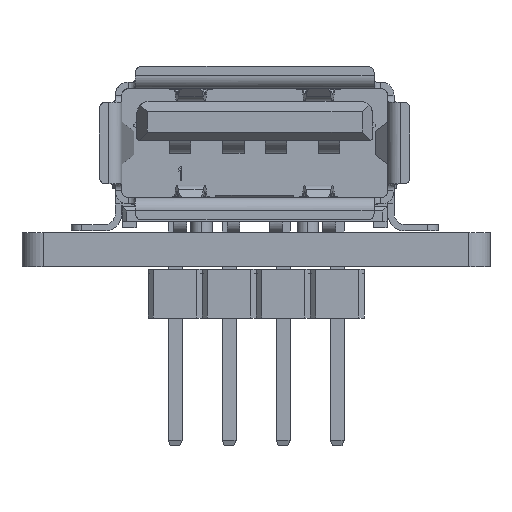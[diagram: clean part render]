
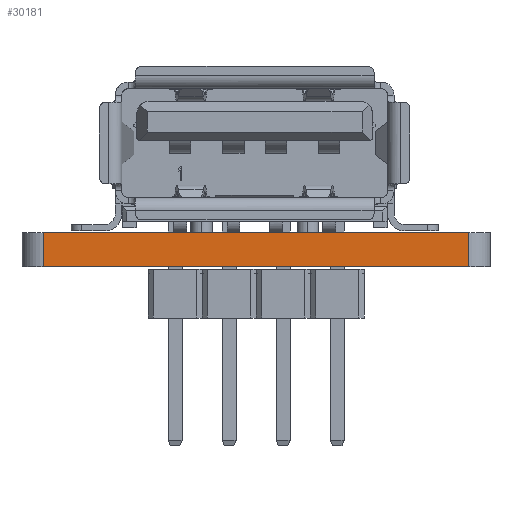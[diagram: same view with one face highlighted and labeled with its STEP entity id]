
A CAD part, left-side view. The second image highlights one B-rep face of the part: STEP entity #30181.
In plain terms, the highlighted planar face has unit normal (-1, 0, 0).
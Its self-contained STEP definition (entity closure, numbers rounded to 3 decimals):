
#30063 = EDGE_CURVE('',#30064,#30066,#30068,.T.);
#30064 = VERTEX_POINT('',#30065);
#30065 = CARTESIAN_POINT('',(0.,1.,0.));
#30066 = VERTEX_POINT('',#30067);
#30067 = CARTESIAN_POINT('',(0.,1.,1.6));
#30068 = SURFACE_CURVE('',#30069,(#30073,#30085),.PCURVE_S1.);
#30069 = LINE('',#30070,#30071);
#30070 = CARTESIAN_POINT('',(0.,1.,0.));
#30071 = VECTOR('',#30072,1.);
#30072 = DIRECTION('',(0.,0.,1.));
#30073 = PCURVE('',#30074,#30079);
#30074 = CYLINDRICAL_SURFACE('',#30075,1.);
#30075 = AXIS2_PLACEMENT_3D('',#30076,#30077,#30078);
#30076 = CARTESIAN_POINT('',(1.,1.,0.));
#30077 = DIRECTION('',(-0.,-0.,-1.));
#30078 = DIRECTION('',(1.,0.,-0.));
#30079 = DEFINITIONAL_REPRESENTATION('',(#30080),#30084);
#30080 = LINE('',#30081,#30082);
#30081 = CARTESIAN_POINT('',(-3.142,0.));
#30082 = VECTOR('',#30083,1.);
#30083 = DIRECTION('',(-0.,-1.));
#30084 = ( GEOMETRIC_REPRESENTATION_CONTEXT(2) 
PARAMETRIC_REPRESENTATION_CONTEXT() REPRESENTATION_CONTEXT('2D SPACE',''
  ) );
#30085 = PCURVE('',#30086,#30091);
#30086 = PLANE('',#30087);
#30087 = AXIS2_PLACEMENT_3D('',#30088,#30089,#30090);
#30088 = CARTESIAN_POINT('',(0.,1.,0.));
#30089 = DIRECTION('',(-1.,0.,0.));
#30090 = DIRECTION('',(0.,1.,0.));
#30091 = DEFINITIONAL_REPRESENTATION('',(#30092),#30096);
#30092 = LINE('',#30093,#30094);
#30093 = CARTESIAN_POINT('',(0.,0.));
#30094 = VECTOR('',#30095,1.);
#30095 = DIRECTION('',(0.,-1.));
#30096 = ( GEOMETRIC_REPRESENTATION_CONTEXT(2) 
PARAMETRIC_REPRESENTATION_CONTEXT() REPRESENTATION_CONTEXT('2D SPACE',''
  ) );
#30115 = PLANE('',#30116);
#30116 = AXIS2_PLACEMENT_3D('',#30117,#30118,#30119);
#30117 = CARTESIAN_POINT('',(11.,11.,1.6));
#30118 = DIRECTION('',(0.,0.,1.));
#30119 = DIRECTION('',(1.,0.,-0.));
#30170 = PLANE('',#30171);
#30171 = AXIS2_PLACEMENT_3D('',#30172,#30173,#30174);
#30172 = CARTESIAN_POINT('',(11.,11.,0.));
#30173 = DIRECTION('',(0.,0.,1.));
#30174 = DIRECTION('',(1.,0.,-0.));
#30181 = ADVANCED_FACE('',(#30182),#30086,.T.);
#30182 = FACE_BOUND('',#30183,.T.);
#30183 = EDGE_LOOP('',(#30184,#30185,#30208,#30236));
#30184 = ORIENTED_EDGE('',*,*,#30063,.T.);
#30185 = ORIENTED_EDGE('',*,*,#30186,.T.);
#30186 = EDGE_CURVE('',#30066,#30187,#30189,.T.);
#30187 = VERTEX_POINT('',#30188);
#30188 = CARTESIAN_POINT('',(0.,21.,1.6));
#30189 = SURFACE_CURVE('',#30190,(#30194,#30201),.PCURVE_S1.);
#30190 = LINE('',#30191,#30192);
#30191 = CARTESIAN_POINT('',(0.,1.,1.6));
#30192 = VECTOR('',#30193,1.);
#30193 = DIRECTION('',(0.,1.,0.));
#30194 = PCURVE('',#30086,#30195);
#30195 = DEFINITIONAL_REPRESENTATION('',(#30196),#30200);
#30196 = LINE('',#30197,#30198);
#30197 = CARTESIAN_POINT('',(0.,-1.6));
#30198 = VECTOR('',#30199,1.);
#30199 = DIRECTION('',(1.,0.));
#30200 = ( GEOMETRIC_REPRESENTATION_CONTEXT(2) 
PARAMETRIC_REPRESENTATION_CONTEXT() REPRESENTATION_CONTEXT('2D SPACE',''
  ) );
#30201 = PCURVE('',#30115,#30202);
#30202 = DEFINITIONAL_REPRESENTATION('',(#30203),#30207);
#30203 = LINE('',#30204,#30205);
#30204 = CARTESIAN_POINT('',(-11.,-10.));
#30205 = VECTOR('',#30206,1.);
#30206 = DIRECTION('',(0.,1.));
#30207 = ( GEOMETRIC_REPRESENTATION_CONTEXT(2) 
PARAMETRIC_REPRESENTATION_CONTEXT() REPRESENTATION_CONTEXT('2D SPACE',''
  ) );
#30208 = ORIENTED_EDGE('',*,*,#30209,.F.);
#30209 = EDGE_CURVE('',#30210,#30187,#30212,.T.);
#30210 = VERTEX_POINT('',#30211);
#30211 = CARTESIAN_POINT('',(0.,21.,0.));
#30212 = SURFACE_CURVE('',#30213,(#30217,#30224),.PCURVE_S1.);
#30213 = LINE('',#30214,#30215);
#30214 = CARTESIAN_POINT('',(0.,21.,0.));
#30215 = VECTOR('',#30216,1.);
#30216 = DIRECTION('',(0.,0.,1.));
#30217 = PCURVE('',#30086,#30218);
#30218 = DEFINITIONAL_REPRESENTATION('',(#30219),#30223);
#30219 = LINE('',#30220,#30221);
#30220 = CARTESIAN_POINT('',(20.,0.));
#30221 = VECTOR('',#30222,1.);
#30222 = DIRECTION('',(0.,-1.));
#30223 = ( GEOMETRIC_REPRESENTATION_CONTEXT(2) 
PARAMETRIC_REPRESENTATION_CONTEXT() REPRESENTATION_CONTEXT('2D SPACE',''
  ) );
#30224 = PCURVE('',#30225,#30230);
#30225 = CYLINDRICAL_SURFACE('',#30226,1.);
#30226 = AXIS2_PLACEMENT_3D('',#30227,#30228,#30229);
#30227 = CARTESIAN_POINT('',(1.,21.,0.));
#30228 = DIRECTION('',(-0.,-0.,-1.));
#30229 = DIRECTION('',(1.,0.,-0.));
#30230 = DEFINITIONAL_REPRESENTATION('',(#30231),#30235);
#30231 = LINE('',#30232,#30233);
#30232 = CARTESIAN_POINT('',(-3.142,0.));
#30233 = VECTOR('',#30234,1.);
#30234 = DIRECTION('',(-0.,-1.));
#30235 = ( GEOMETRIC_REPRESENTATION_CONTEXT(2) 
PARAMETRIC_REPRESENTATION_CONTEXT() REPRESENTATION_CONTEXT('2D SPACE',''
  ) );
#30236 = ORIENTED_EDGE('',*,*,#30237,.F.);
#30237 = EDGE_CURVE('',#30064,#30210,#30238,.T.);
#30238 = SURFACE_CURVE('',#30239,(#30243,#30250),.PCURVE_S1.);
#30239 = LINE('',#30240,#30241);
#30240 = CARTESIAN_POINT('',(0.,1.,0.));
#30241 = VECTOR('',#30242,1.);
#30242 = DIRECTION('',(0.,1.,0.));
#30243 = PCURVE('',#30086,#30244);
#30244 = DEFINITIONAL_REPRESENTATION('',(#30245),#30249);
#30245 = LINE('',#30246,#30247);
#30246 = CARTESIAN_POINT('',(0.,0.));
#30247 = VECTOR('',#30248,1.);
#30248 = DIRECTION('',(1.,0.));
#30249 = ( GEOMETRIC_REPRESENTATION_CONTEXT(2) 
PARAMETRIC_REPRESENTATION_CONTEXT() REPRESENTATION_CONTEXT('2D SPACE',''
  ) );
#30250 = PCURVE('',#30170,#30251);
#30251 = DEFINITIONAL_REPRESENTATION('',(#30252),#30256);
#30252 = LINE('',#30253,#30254);
#30253 = CARTESIAN_POINT('',(-11.,-10.));
#30254 = VECTOR('',#30255,1.);
#30255 = DIRECTION('',(0.,1.));
#30256 = ( GEOMETRIC_REPRESENTATION_CONTEXT(2) 
PARAMETRIC_REPRESENTATION_CONTEXT() REPRESENTATION_CONTEXT('2D SPACE',''
  ) );
